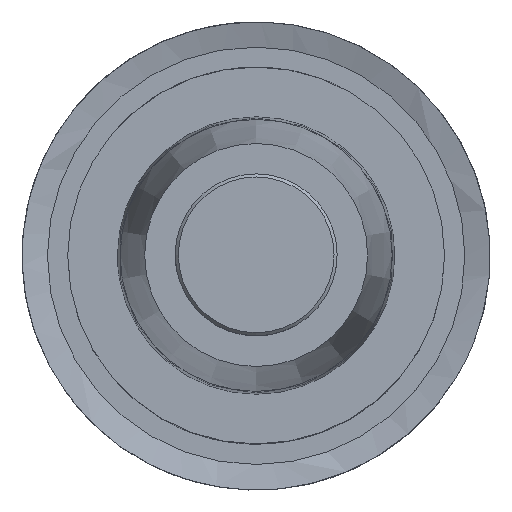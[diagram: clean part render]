
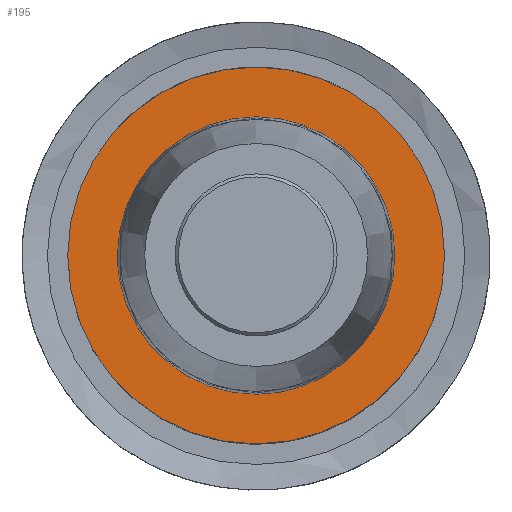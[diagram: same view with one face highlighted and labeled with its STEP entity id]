
A CAD part, top view. The second image highlights one B-rep face of the part: STEP entity #195.
In plain terms, the highlighted planar face has unit normal (0, 0, 1).
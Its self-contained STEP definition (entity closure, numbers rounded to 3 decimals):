
#195=ADVANCED_FACE('',(#244,#245),#219,.F.);
#219=PLANE('',#673);
#244=FACE_BOUND('',#283,.T.);
#245=FACE_BOUND('',#284,.T.);
#283=EDGE_LOOP('',(#347));
#284=EDGE_LOOP('',(#348));
#347=ORIENTED_EDGE('',*,*,#506,.T.);
#348=ORIENTED_EDGE('',*,*,#505,.F.);
#455=VERTEX_POINT('',#1023);
#456=VERTEX_POINT('',#1026);
#505=EDGE_CURVE('',#455,#455,#551,.T.);
#506=EDGE_CURVE('',#456,#456,#552,.T.);
#551=CIRCLE('',#670,12.1);
#552=CIRCLE('',#672,8.907);
#670=AXIS2_PLACEMENT_3D('',#1022,#754,#755);
#672=AXIS2_PLACEMENT_3D('',#1025,#758,#759);
#673=AXIS2_PLACEMENT_3D('',#1027,#760,#761);
#754=DIRECTION('',(0.,0.,-1.));
#755=DIRECTION('',(-0.985,-0.174,0.));
#758=DIRECTION('',(0.,0.,-1.));
#759=DIRECTION('',(-1.,0.,0.));
#760=DIRECTION('',(0.,0.,-1.));
#761=DIRECTION('',(-0.985,-0.174,0.));
#1022=CARTESIAN_POINT('',(0.,0.,0.));
#1023=CARTESIAN_POINT('',(-11.916,-2.101,0.));
#1025=CARTESIAN_POINT('',(0.,0.,0.));
#1026=CARTESIAN_POINT('',(-8.907,0.,0.));
#1027=CARTESIAN_POINT('',(-8.772,-1.547,0.));
